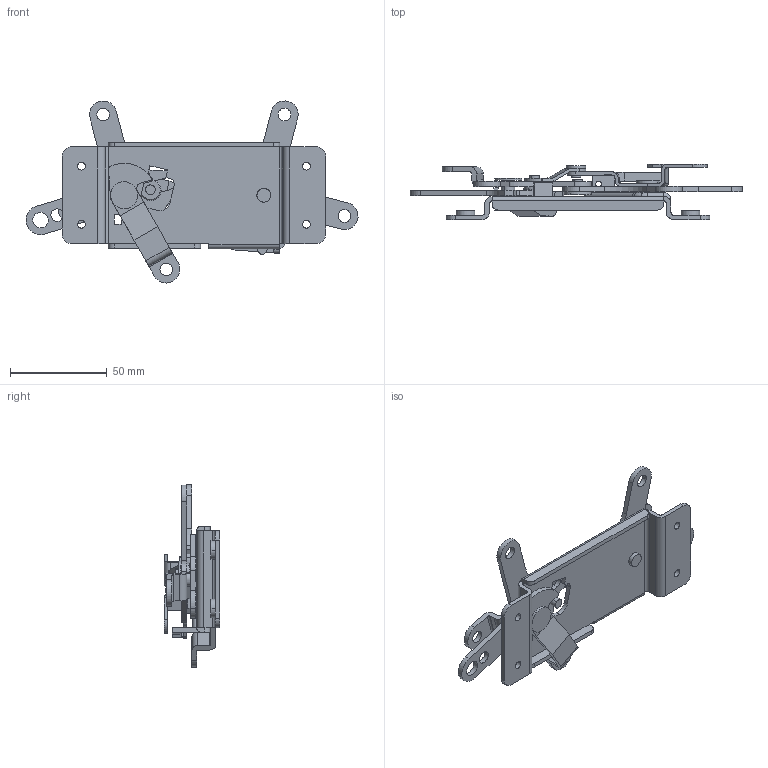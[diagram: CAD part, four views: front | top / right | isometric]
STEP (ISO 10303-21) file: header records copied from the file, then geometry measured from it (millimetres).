
FILE_DESCRIPTION (( 'STEP AP203' ), '1' );
FILE_NAME ('C-878-A.STEP', '2010-08-11T07:55:08', ( ' ' ), ( ' ' ), 'SwSTEP 2.0', 'SolidWorks 2007', '' );
FILE_SCHEMA (( 'CONFIG_CONTROL_DESIGN' ));
Length unit declared in the file: millimetre
Products named in the file (13): C-878-A僺儞E__棉太倌; C-878-A儘僢僋楢寢傾乕儉__棉太倌; C-878-A　T型アーム__ﾃﾞﾌｫﾙﾄ; C-878-A僺儞A__棉太倌; C-878-A; C-878-A儀乕僗斅__棉太倌; C-878-A壜摦儗僶乕A__棉太倌; C-878-Aスリット付プレート__ﾃﾞﾌｫﾙﾄ; C-878-A儘僢僋夝彍傾乕儉__棉太倌; C-878-B壜摦儗僶乕B__棉太倌; C-878-A僺儞B__棉太倌; C-878-A僺儞D__棉太倌; C-878-A僺儞C__棉太倌
Assembly tree (12 placements, depth 2):
  C-878-A
    C-878-A僺儞E__棉太倌
    C-878-A儀乕僗斅__棉太倌
    C-878-A壜摦儗僶乕A__棉太倌
    C-878-Aスリット付プレート__ﾃﾞﾌｫﾙﾄ
    C-878-A僺儞C__棉太倌
    C-878-A僺儞B__棉太倌
    C-878-A僺儞A__棉太倌
    C-878-B壜摦儗僶乕B__棉太倌
    C-878-A儘僢僋楢寢傾乕儉__棉太倌
    C-878-A儘僢僋夝彍傾乕儉__棉太倌
    C-878-A　T型アーム__ﾃﾞﾌｫﾙﾄ
    C-878-A僺儞D__棉太倌
Bounding box: 171.24 x 28.7 x 93.88 mm (x, y, z)
Volume: 42032.6 mm3; surface area: 40612.9 mm2
Topology: 12 solids, 12 shells, 365 faces, 952 edges, 621 vertices
Faces by surface type: cylinder 189, plane 169, bspline 4, cone 2, torus 1
Entity records: 12904 total; most frequent: CARTESIAN_POINT 2181, DIRECTION 2034, ORIENTED_EDGE 1902, EDGE_CURVE 951, AXIS2_PLACEMENT_3D 738, VERTEX_POINT 621, VECTOR 558, LINE 558
